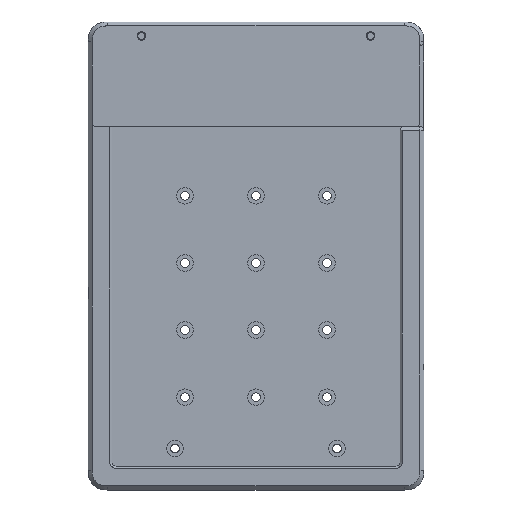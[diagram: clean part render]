
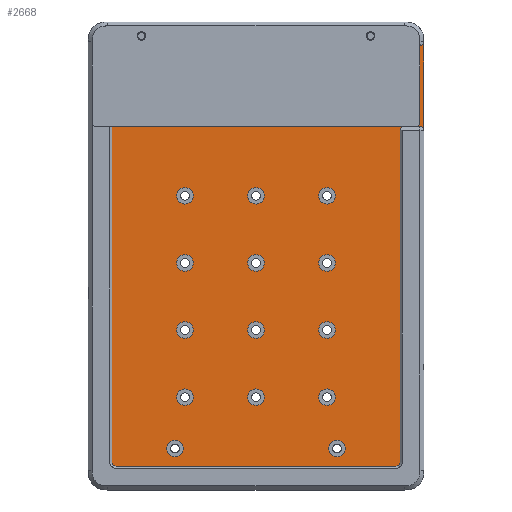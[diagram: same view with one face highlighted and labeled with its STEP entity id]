
A CAD part, top view. The second image highlights one B-rep face of the part: STEP entity #2668.
In plain terms, the highlighted planar face has unit normal (0, 0, 1).
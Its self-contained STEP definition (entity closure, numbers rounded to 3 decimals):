
#130=FACE_BOUND('',#633,.T.);
#131=FACE_BOUND('',#634,.T.);
#132=FACE_BOUND('',#635,.T.);
#133=FACE_BOUND('',#636,.T.);
#134=FACE_BOUND('',#637,.T.);
#135=FACE_BOUND('',#638,.T.);
#136=FACE_BOUND('',#639,.T.);
#137=FACE_BOUND('',#640,.T.);
#138=FACE_BOUND('',#641,.T.);
#139=FACE_BOUND('',#642,.T.);
#140=FACE_BOUND('',#643,.T.);
#141=FACE_BOUND('',#644,.T.);
#142=FACE_BOUND('',#645,.T.);
#143=FACE_BOUND('',#646,.T.);
#218=CIRCLE('',#2860,1.);
#219=CIRCLE('',#2867,1.);
#221=CIRCLE('',#2880,1.);
#228=CIRCLE('',#2896,1.);
#229=CIRCLE('',#2899,1.);
#230=CIRCLE('',#2902,1.);
#231=CIRCLE('',#2904,2.1);
#232=CIRCLE('',#2905,2.1);
#233=CIRCLE('',#2906,2.1);
#234=CIRCLE('',#2907,2.1);
#235=CIRCLE('',#2908,2.1);
#236=CIRCLE('',#2909,2.1);
#237=CIRCLE('',#2910,2.1);
#238=CIRCLE('',#2911,2.1);
#239=CIRCLE('',#2912,2.1);
#240=CIRCLE('',#2913,2.1);
#241=CIRCLE('',#2914,2.1);
#242=CIRCLE('',#2915,2.1);
#243=CIRCLE('',#2916,2.1);
#244=CIRCLE('',#2917,2.1);
#432=FACE_OUTER_BOUND('',#632,.T.);
#632=EDGE_LOOP('',(#2113,#2114,#2115,#2116,#2117,#2118,#2119,#2120,#2121,
#2122,#2123,#2124));
#633=EDGE_LOOP('',(#2125));
#634=EDGE_LOOP('',(#2126));
#635=EDGE_LOOP('',(#2127));
#636=EDGE_LOOP('',(#2128));
#637=EDGE_LOOP('',(#2129));
#638=EDGE_LOOP('',(#2130));
#639=EDGE_LOOP('',(#2131));
#640=EDGE_LOOP('',(#2132));
#641=EDGE_LOOP('',(#2133));
#642=EDGE_LOOP('',(#2134));
#643=EDGE_LOOP('',(#2135));
#644=EDGE_LOOP('',(#2136));
#645=EDGE_LOOP('',(#2137));
#646=EDGE_LOOP('',(#2138));
#806=LINE('',#4298,#1001);
#848=LINE('',#4519,#1043);
#858=LINE('',#4546,#1053);
#879=LINE('',#4844,#1074);
#894=LINE('',#4968,#1089);
#897=LINE('',#4976,#1092);
#1001=VECTOR('',#3129,10.);
#1043=VECTOR('',#3309,10.);
#1053=VECTOR('',#3333,10.);
#1074=VECTOR('',#3372,10.);
#1089=VECTOR('',#3425,10.);
#1092=VECTOR('',#3434,10.);
#1195=VERTEX_POINT('',#4295);
#1196=VERTEX_POINT('',#4297);
#1253=VERTEX_POINT('',#4510);
#1255=VERTEX_POINT('',#4517);
#1261=VERTEX_POINT('',#4534);
#1262=VERTEX_POINT('',#4536);
#1265=VERTEX_POINT('',#4544);
#1280=VERTEX_POINT('',#4843);
#1289=VERTEX_POINT('',#4962);
#1290=VERTEX_POINT('',#4966);
#1291=VERTEX_POINT('',#4970);
#1292=VERTEX_POINT('',#4974);
#1293=VERTEX_POINT('',#4980);
#1294=VERTEX_POINT('',#4982);
#1295=VERTEX_POINT('',#4984);
#1296=VERTEX_POINT('',#4986);
#1297=VERTEX_POINT('',#4988);
#1298=VERTEX_POINT('',#4990);
#1299=VERTEX_POINT('',#4992);
#1300=VERTEX_POINT('',#4994);
#1301=VERTEX_POINT('',#4996);
#1302=VERTEX_POINT('',#4998);
#1303=VERTEX_POINT('',#5000);
#1304=VERTEX_POINT('',#5002);
#1305=VERTEX_POINT('',#5004);
#1306=VERTEX_POINT('',#5006);
#1439=EDGE_CURVE('',#1195,#1196,#806,.T.);
#1519=EDGE_CURVE('',#1253,#1195,#218,.F.);
#1523=EDGE_CURVE('',#1255,#1253,#848,.T.);
#1531=EDGE_CURVE('',#1261,#1262,#219,.F.);
#1536=EDGE_CURVE('',#1265,#1261,#858,.T.);
#1564=EDGE_CURVE('',#1262,#1280,#879,.T.);
#1566=EDGE_CURVE('',#1196,#1265,#221,.F.);
#1585=EDGE_CURVE('',#1255,#1289,#228,.T.);
#1587=EDGE_CURVE('',#1290,#1289,#894,.T.);
#1589=EDGE_CURVE('',#1290,#1291,#229,.T.);
#1591=EDGE_CURVE('',#1292,#1291,#897,.T.);
#1592=EDGE_CURVE('',#1292,#1280,#230,.T.);
#1593=EDGE_CURVE('',#1293,#1293,#231,.T.);
#1594=EDGE_CURVE('',#1294,#1294,#232,.T.);
#1595=EDGE_CURVE('',#1295,#1295,#233,.T.);
#1596=EDGE_CURVE('',#1296,#1296,#234,.T.);
#1597=EDGE_CURVE('',#1297,#1297,#235,.T.);
#1598=EDGE_CURVE('',#1298,#1298,#236,.T.);
#1599=EDGE_CURVE('',#1299,#1299,#237,.T.);
#1600=EDGE_CURVE('',#1300,#1300,#238,.T.);
#1601=EDGE_CURVE('',#1301,#1301,#239,.T.);
#1602=EDGE_CURVE('',#1302,#1302,#240,.T.);
#1603=EDGE_CURVE('',#1303,#1303,#241,.T.);
#1604=EDGE_CURVE('',#1304,#1304,#242,.T.);
#1605=EDGE_CURVE('',#1305,#1305,#243,.T.);
#1606=EDGE_CURVE('',#1306,#1306,#244,.T.);
#2113=ORIENTED_EDGE('',*,*,#1585,.T.);
#2114=ORIENTED_EDGE('',*,*,#1587,.F.);
#2115=ORIENTED_EDGE('',*,*,#1589,.T.);
#2116=ORIENTED_EDGE('',*,*,#1591,.F.);
#2117=ORIENTED_EDGE('',*,*,#1592,.T.);
#2118=ORIENTED_EDGE('',*,*,#1564,.F.);
#2119=ORIENTED_EDGE('',*,*,#1531,.F.);
#2120=ORIENTED_EDGE('',*,*,#1536,.F.);
#2121=ORIENTED_EDGE('',*,*,#1566,.F.);
#2122=ORIENTED_EDGE('',*,*,#1439,.F.);
#2123=ORIENTED_EDGE('',*,*,#1519,.F.);
#2124=ORIENTED_EDGE('',*,*,#1523,.F.);
#2125=ORIENTED_EDGE('',*,*,#1593,.T.);
#2126=ORIENTED_EDGE('',*,*,#1594,.T.);
#2127=ORIENTED_EDGE('',*,*,#1595,.T.);
#2128=ORIENTED_EDGE('',*,*,#1596,.T.);
#2129=ORIENTED_EDGE('',*,*,#1597,.T.);
#2130=ORIENTED_EDGE('',*,*,#1598,.T.);
#2131=ORIENTED_EDGE('',*,*,#1599,.T.);
#2132=ORIENTED_EDGE('',*,*,#1600,.T.);
#2133=ORIENTED_EDGE('',*,*,#1601,.T.);
#2134=ORIENTED_EDGE('',*,*,#1602,.T.);
#2135=ORIENTED_EDGE('',*,*,#1603,.T.);
#2136=ORIENTED_EDGE('',*,*,#1604,.T.);
#2137=ORIENTED_EDGE('',*,*,#1605,.T.);
#2138=ORIENTED_EDGE('',*,*,#1606,.T.);
#2552=PLANE('',#2903);
#2668=ADVANCED_FACE('',(#432,#130,#131,#132,#133,#134,#135,#136,#137,#138,
#139,#140,#141,#142,#143),#2552,.T.);
#2860=AXIS2_PLACEMENT_3D('',#4512,#3301,#3302);
#2867=AXIS2_PLACEMENT_3D('',#4537,#3324,#3325);
#2880=AXIS2_PLACEMENT_3D('',#4847,#3376,#3377);
#2896=AXIS2_PLACEMENT_3D('',#4964,#3420,#3421);
#2899=AXIS2_PLACEMENT_3D('',#4972,#3429,#3430);
#2902=AXIS2_PLACEMENT_3D('',#4978,#3437,#3438);
#2903=AXIS2_PLACEMENT_3D('',#4979,#3439,#3440);
#2904=AXIS2_PLACEMENT_3D('',#4981,#3441,#3442);
#2905=AXIS2_PLACEMENT_3D('',#4983,#3443,#3444);
#2906=AXIS2_PLACEMENT_3D('',#4985,#3445,#3446);
#2907=AXIS2_PLACEMENT_3D('',#4987,#3447,#3448);
#2908=AXIS2_PLACEMENT_3D('',#4989,#3449,#3450);
#2909=AXIS2_PLACEMENT_3D('',#4991,#3451,#3452);
#2910=AXIS2_PLACEMENT_3D('',#4993,#3453,#3454);
#2911=AXIS2_PLACEMENT_3D('',#4995,#3455,#3456);
#2912=AXIS2_PLACEMENT_3D('',#4997,#3457,#3458);
#2913=AXIS2_PLACEMENT_3D('',#4999,#3459,#3460);
#2914=AXIS2_PLACEMENT_3D('',#5001,#3461,#3462);
#2915=AXIS2_PLACEMENT_3D('',#5003,#3463,#3464);
#2916=AXIS2_PLACEMENT_3D('',#5005,#3465,#3466);
#2917=AXIS2_PLACEMENT_3D('',#5007,#3467,#3468);
#3129=DIRECTION('',(0.,-1.,0.));
#3301=DIRECTION('center_axis',(0.,0.,-1.));
#3302=DIRECTION('ref_axis',(0.707,-0.707,0.));
#3309=DIRECTION('',(1.,0.,0.));
#3324=DIRECTION('center_axis',(0.,0.,-1.));
#3325=DIRECTION('ref_axis',(-0.707,0.707,0.));
#3333=DIRECTION('',(-1.,0.,0.));
#3372=DIRECTION('',(0.,-1.,0.));
#3376=DIRECTION('center_axis',(0.,0.,-1.));
#3377=DIRECTION('ref_axis',(0.707,0.707,0.));
#3420=DIRECTION('center_axis',(0.,0.,1.));
#3421=DIRECTION('ref_axis',(-0.707,0.707,0.));
#3425=DIRECTION('',(0.,1.,0.));
#3429=DIRECTION('center_axis',(0.,0.,1.));
#3430=DIRECTION('ref_axis',(-0.707,-0.707,0.));
#3434=DIRECTION('',(-1.,0.,0.));
#3437=DIRECTION('center_axis',(0.,0.,1.));
#3438=DIRECTION('ref_axis',(0.707,-0.707,0.));
#3439=DIRECTION('center_axis',(0.,0.,1.));
#3440=DIRECTION('ref_axis',(1.,0.,0.));
#3441=DIRECTION('center_axis',(0.,0.,-1.));
#3442=DIRECTION('ref_axis',(-1.,0.,0.));
#3443=DIRECTION('center_axis',(0.,0.,-1.));
#3444=DIRECTION('ref_axis',(-1.,0.,0.));
#3445=DIRECTION('center_axis',(0.,0.,-1.));
#3446=DIRECTION('ref_axis',(-1.,0.,0.));
#3447=DIRECTION('center_axis',(0.,0.,-1.));
#3448=DIRECTION('ref_axis',(-1.,0.,0.));
#3449=DIRECTION('center_axis',(0.,0.,-1.));
#3450=DIRECTION('ref_axis',(-1.,0.,0.));
#3451=DIRECTION('center_axis',(0.,0.,-1.));
#3452=DIRECTION('ref_axis',(-1.,0.,0.));
#3453=DIRECTION('center_axis',(0.,0.,-1.));
#3454=DIRECTION('ref_axis',(-1.,0.,0.));
#3455=DIRECTION('center_axis',(0.,0.,-1.));
#3456=DIRECTION('ref_axis',(-1.,0.,0.));
#3457=DIRECTION('center_axis',(0.,0.,-1.));
#3458=DIRECTION('ref_axis',(-1.,0.,0.));
#3459=DIRECTION('center_axis',(0.,0.,-1.));
#3460=DIRECTION('ref_axis',(-1.,0.,0.));
#3461=DIRECTION('center_axis',(0.,0.,-1.));
#3462=DIRECTION('ref_axis',(-1.,0.,0.));
#3463=DIRECTION('center_axis',(0.,0.,-1.));
#3464=DIRECTION('ref_axis',(-1.,0.,0.));
#3465=DIRECTION('center_axis',(0.,0.,-1.));
#3466=DIRECTION('ref_axis',(-1.,0.,0.));
#3467=DIRECTION('center_axis',(0.,0.,-1.));
#3468=DIRECTION('ref_axis',(-1.,0.,0.));
#4295=CARTESIAN_POINT('',(78.5,107.,3.));
#4297=CARTESIAN_POINT('',(78.5,84.5,3.));
#4298=CARTESIAN_POINT('',(78.5,44.625,3.));
#4510=CARTESIAN_POINT('',(77.5,106.,3.));
#4512=CARTESIAN_POINT('Origin',(77.5,107.,3.));
#4517=CARTESIAN_POINT('',(0.5,106.,3.));
#4519=CARTESIAN_POINT('',(72.5,106.,3.));
#4534=CARTESIAN_POINT('',(73.5,85.5,3.));
#4536=CARTESIAN_POINT('',(72.5,84.5,3.));
#4537=CARTESIAN_POINT('Origin',(73.5,84.5,3.));
#4544=CARTESIAN_POINT('',(77.5,85.5,3.));
#4546=CARTESIAN_POINT('',(78.5,85.5,3.));
#4843=CARTESIAN_POINT('',(72.5,0.5,3.));
#4844=CARTESIAN_POINT('',(72.5,79.375,3.));
#4847=CARTESIAN_POINT('Origin',(77.5,84.5,3.));
#4962=CARTESIAN_POINT('',(-0.5,105.,3.));
#4964=CARTESIAN_POINT('Origin',(0.5,105.,3.));
#4966=CARTESIAN_POINT('',(-0.5,0.5,3.));
#4968=CARTESIAN_POINT('',(-0.5,26.125,3.));
#4970=CARTESIAN_POINT('',(0.5,-0.5,3.));
#4972=CARTESIAN_POINT('Origin',(0.5,0.5,3.));
#4974=CARTESIAN_POINT('',(71.5,-0.5,3.));
#4976=CARTESIAN_POINT('',(54.25,-0.5,3.));
#4978=CARTESIAN_POINT('Origin',(71.5,0.5,3.));
#4979=CARTESIAN_POINT('Origin',(36.,52.75,3.));
#4980=CARTESIAN_POINT('',(20.1,17.,3.));
#4981=CARTESIAN_POINT('Origin',(18.,17.,3.));
#4982=CARTESIAN_POINT('',(38.1,34.,3.));
#4983=CARTESIAN_POINT('Origin',(36.,34.,3.));
#4984=CARTESIAN_POINT('',(56.1,51.,3.));
#4985=CARTESIAN_POINT('Origin',(54.,51.,3.));
#4986=CARTESIAN_POINT('',(20.1,68.,3.));
#4987=CARTESIAN_POINT('Origin',(18.,68.,3.));
#4988=CARTESIAN_POINT('',(38.1,51.,3.));
#4989=CARTESIAN_POINT('Origin',(36.,51.,3.));
#4990=CARTESIAN_POINT('',(56.1,34.,3.));
#4991=CARTESIAN_POINT('Origin',(54.,34.,3.));
#4992=CARTESIAN_POINT('',(58.6,4.,3.));
#4993=CARTESIAN_POINT('Origin',(56.5,4.,3.));
#4994=CARTESIAN_POINT('',(38.1,17.,3.));
#4995=CARTESIAN_POINT('Origin',(36.,17.,3.));
#4996=CARTESIAN_POINT('',(20.1,34.,3.));
#4997=CARTESIAN_POINT('Origin',(18.,34.,3.));
#4998=CARTESIAN_POINT('',(56.1,68.,3.));
#4999=CARTESIAN_POINT('Origin',(54.,68.,3.));
#5000=CARTESIAN_POINT('',(38.1,68.,3.));
#5001=CARTESIAN_POINT('Origin',(36.,68.,3.));
#5002=CARTESIAN_POINT('',(20.1,51.,3.));
#5003=CARTESIAN_POINT('Origin',(18.,51.,3.));
#5004=CARTESIAN_POINT('',(56.1,17.,3.));
#5005=CARTESIAN_POINT('Origin',(54.,17.,3.));
#5006=CARTESIAN_POINT('',(17.6,4.,3.));
#5007=CARTESIAN_POINT('Origin',(15.5,4.,3.));
